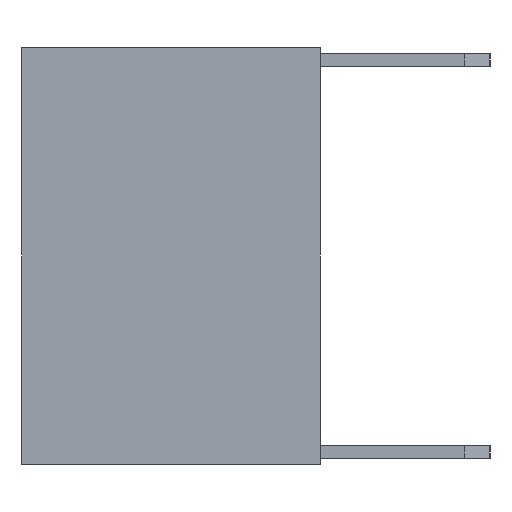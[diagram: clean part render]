
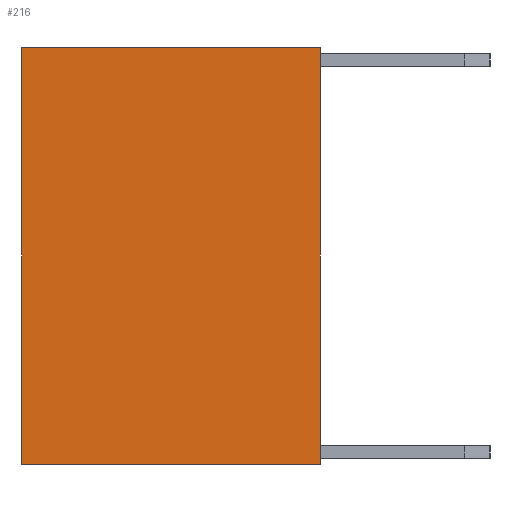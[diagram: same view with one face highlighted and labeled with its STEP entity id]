
A CAD part, left-side view. The second image highlights one B-rep face of the part: STEP entity #216.
In plain terms, the highlighted planar face has unit normal (-1, 0, 0).
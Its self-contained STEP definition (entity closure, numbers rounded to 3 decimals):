
#216=ADVANCED_FACE('',(#2820),#1518,.T.);
#1518=PLANE('',#23493);
#2820=FACE_OUTER_BOUND('',#4194,.T.);
#4194=EDGE_LOOP('',(#6114,#6115,#6116,#6117));
#6114=ORIENTED_EDGE('',*,*,#14056,.T.);
#6115=ORIENTED_EDGE('',*,*,#14352,.T.);
#6116=ORIENTED_EDGE('',*,*,#14461,.F.);
#6117=ORIENTED_EDGE('',*,*,#14462,.T.);
#12032=VERTEX_POINT('',#30863);
#12033=VERTEX_POINT('',#30865);
#12327=VERTEX_POINT('',#31455);
#12400=VERTEX_POINT('',#31640);
#14056=EDGE_CURVE('',#12033,#12032,#17236,.T.);
#14352=EDGE_CURVE('',#12032,#12327,#17532,.T.);
#14461=EDGE_CURVE('',#12400,#12327,#17641,.T.);
#14462=EDGE_CURVE('',#12400,#12033,#17642,.T.);
#17236=LINE('',#30864,#20416);
#17532=LINE('',#31456,#20712);
#17641=LINE('',#31639,#20821);
#17642=LINE('',#31641,#20822);
#20416=VECTOR('',#24971,1.);
#20712=VECTOR('',#25269,1.);
#20821=VECTOR('',#25382,1.);
#20822=VECTOR('',#25383,1.);
#23493=AXIS2_PLACEMENT_3D('',#31642,#25384,#25385);
#24971=DIRECTION('',(0.,0.,1.));
#25269=DIRECTION('',(0.,1.,0.));
#25382=DIRECTION('',(0.,0.,1.));
#25383=DIRECTION('',(0.,-1.,0.));
#25384=DIRECTION('',(-1.,0.,0.));
#25385=DIRECTION('',(0.,0.,1.));
#30863=CARTESIAN_POINT('',(0.,0.,8.1));
#30864=CARTESIAN_POINT('',(0.,0.,0.));
#30865=CARTESIAN_POINT('',(0.,0.,0.));
#31455=CARTESIAN_POINT('',(0.,5.8,8.1));
#31456=CARTESIAN_POINT('',(0.,2.9,8.1));
#31639=CARTESIAN_POINT('',(0.,5.8,0.));
#31640=CARTESIAN_POINT('',(0.,5.8,0.));
#31641=CARTESIAN_POINT('',(0.,2.9,0.));
#31642=CARTESIAN_POINT('',(0.,2.9,0.));
